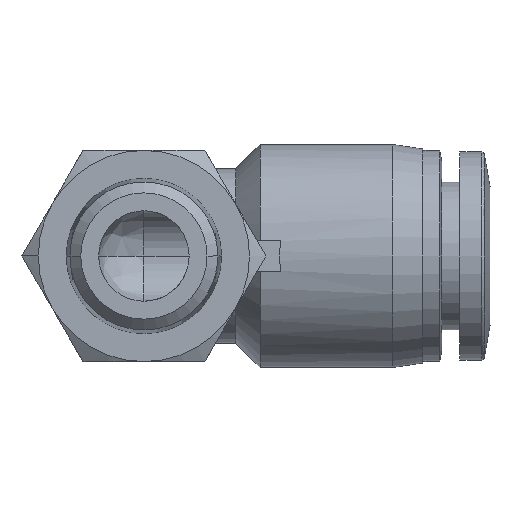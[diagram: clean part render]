
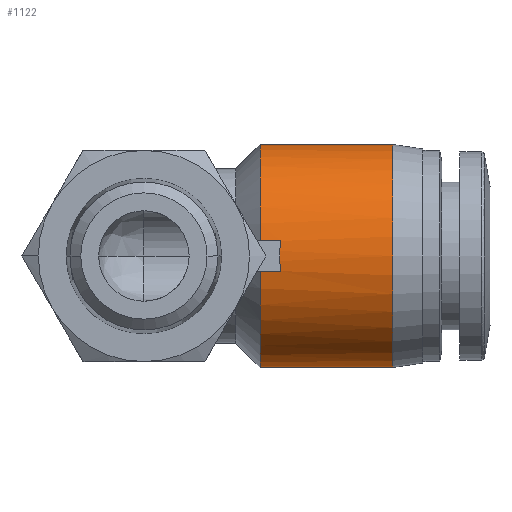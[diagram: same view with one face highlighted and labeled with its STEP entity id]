
A CAD part, front view. The second image highlights one B-rep face of the part: STEP entity #1122.
In plain terms, the highlighted cylindrical face has radius 7.4 mm (diameter 14.8 mm), a partial arc.
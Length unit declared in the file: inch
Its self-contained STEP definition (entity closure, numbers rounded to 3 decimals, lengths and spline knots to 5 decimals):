
#3 = DIRECTION ( 'NONE',  ( -1., 0., 0. ) ) ;
#42 = EDGE_LOOP ( 'NONE', ( #138, #2490, #367, #959, #2134, #820, #1482, #1547 ) ) ;
#52 = DIRECTION ( 'NONE',  ( 1., 0., 0. ) ) ;
#109 = VERTEX_POINT ( 'NONE', #1781 ) ;
#138 = ORIENTED_EDGE ( 'NONE', *, *, #1953, .F. ) ;
#166 = DIRECTION ( 'NONE',  ( -1., 0., 0. ) ) ;
#214 = CARTESIAN_POINT ( 'NONE',  ( 0.30315, 0.59055, 0.29134 ) ) ;
#220 = VERTEX_POINT ( 'NONE', #1081 ) ;
#367 = ORIENTED_EDGE ( 'NONE', *, *, #2054, .F. ) ;
#383 = AXIS2_PLACEMENT_3D ( 'NONE', #1526, #166, #1766 ) ;
#477 = VERTEX_POINT ( 'NONE', #1123 ) ;
#509 = AXIS2_PLACEMENT_3D ( 'NONE', #513, #52, #2263 ) ;
#513 = CARTESIAN_POINT ( 'NONE',  ( 0.47638, 0.59055, 0. ) ) ;
#685 = CARTESIAN_POINT ( 'NONE',  ( 0.30315, 0.59055, 0. ) ) ;
#740 = CARTESIAN_POINT ( 'NONE',  ( 0.47638, 0.59055, 0.29134 ) ) ;
#742 = VECTOR ( 'NONE', #1486, 39.37008 ) ;
#820 = ORIENTED_EDGE ( 'NONE', *, *, #1620, .F. ) ;
#868 = LINE ( 'NONE', #1026, #2685 ) ;
#869 = VERTEX_POINT ( 'NONE', #2480 ) ;
#885 = CARTESIAN_POINT ( 'NONE',  ( 0.357, 0.30188, -0.03937 ) ) ;
#904 = CIRCLE ( 'NONE', #2341, 0.29134 ) ;
#914 = DIRECTION ( 'NONE',  ( 0., 1., 0. ) ) ;
#956 = CARTESIAN_POINT ( 'NONE',  ( 0.357, 0.30188, -0.03937 ) ) ;
#959 = ORIENTED_EDGE ( 'NONE', *, *, #1921, .F. ) ;
#1026 = CARTESIAN_POINT ( 'NONE',  ( 0.30088, 0.30188, 0.03937 ) ) ;
#1081 = CARTESIAN_POINT ( 'NONE',  ( 0.30315, 0.30188, -0.03937 ) ) ;
#1084 = DIRECTION ( 'NONE',  ( -1., 0., 0. ) ) ;
#1122 = ADVANCED_FACE ( 'NONE', ( #2430 ), #1483, .T. ) ;
#1123 = CARTESIAN_POINT ( 'NONE',  ( 0.357, 0.30188, 0.03937 ) ) ;
#1185 = CARTESIAN_POINT ( 'NONE',  ( 0.35343, 0.29832, 0.0132 ) ) ;
#1202 = CARTESIAN_POINT ( 'NONE',  ( 0.30315, 0.30188, 0.03937 ) ) ;
#1321 = CIRCLE ( 'NONE', #1522, 0.29134 ) ;
#1365 = EDGE_CURVE ( 'NONE', #109, #2131, #2065, .T. ) ;
#1433 = VECTOR ( 'NONE', #3, 39.37008 ) ;
#1482 = ORIENTED_EDGE ( 'NONE', *, *, #1365, .T. ) ;
#1483 = CYLINDRICAL_SURFACE ( 'NONE', #509, 0.29134 ) ;
#1486 = DIRECTION ( 'NONE',  ( 1., 0., 0. ) ) ;
#1522 = AXIS2_PLACEMENT_3D ( 'NONE', #2375, #1084, #2552 ) ;
#1526 = CARTESIAN_POINT ( 'NONE',  ( 0.30315, 0.59055, 0. ) ) ;
#1547 = ORIENTED_EDGE ( 'NONE', *, *, #2709, .T. ) ;
#1567 = CARTESIAN_POINT ( 'NONE',  ( 0.30088, 0.30188, -0.03937 ) ) ;
#1615 = VECTOR ( 'NONE', #1652, 39.37008 ) ;
#1620 = EDGE_CURVE ( 'NONE', #109, #220, #1657, .T. ) ;
#1652 = DIRECTION ( 'NONE',  ( 1., 0., 0. ) ) ;
#1657 = CIRCLE ( 'NONE', #383, 0.29134 ) ;
#1720 =( BOUNDED_CURVE ( )  B_SPLINE_CURVE ( 3, ( #956, #2259, #1185, #2643 ),
 .UNSPECIFIED., .F., .F. ) 
 B_SPLINE_CURVE_WITH_KNOTS ( ( 4, 4 ),
 ( 3.00604, 3.27714 ),
 .UNSPECIFIED. ) 
 CURVE ( )  GEOMETRIC_REPRESENTATION_ITEM ( )  RATIONAL_B_SPLINE_CURVE ( ( 1., 0.994, 0.994, 1. ) ) 
 REPRESENTATION_ITEM ( '' )  );
#1764 = VERTEX_POINT ( 'NONE', #885 ) ;
#1766 = DIRECTION ( 'NONE',  ( 0., 1., 0. ) ) ;
#1781 = CARTESIAN_POINT ( 'NONE',  ( 0.30315, 0.59055, -0.29134 ) ) ;
#1786 = EDGE_CURVE ( 'NONE', #1764, #220, #2533, .T. ) ;
#1921 = EDGE_CURVE ( 'NONE', #1764, #477, #1720, .T. ) ;
#1953 = EDGE_CURVE ( 'NONE', #2299, #869, #2178, .T. ) ;
#1977 = VERTEX_POINT ( 'NONE', #1202 ) ;
#2054 = EDGE_CURVE ( 'NONE', #477, #1977, #868, .T. ) ;
#2065 = LINE ( 'NONE', #2712, #742 ) ;
#2131 = VERTEX_POINT ( 'NONE', #2346 ) ;
#2134 = ORIENTED_EDGE ( 'NONE', *, *, #1786, .T. ) ;
#2178 = LINE ( 'NONE', #740, #1615 ) ;
#2226 = DIRECTION ( 'NONE',  ( -1., 0., 0. ) ) ;
#2259 = CARTESIAN_POINT ( 'NONE',  ( 0.35343, 0.29832, -0.0132 ) ) ;
#2263 = DIRECTION ( 'NONE',  ( 0., 0., -1. ) ) ;
#2299 = VERTEX_POINT ( 'NONE', #214 ) ;
#2332 = EDGE_CURVE ( 'NONE', #1977, #2299, #904, .T. ) ;
#2341 = AXIS2_PLACEMENT_3D ( 'NONE', #685, #2226, #914 ) ;
#2346 = CARTESIAN_POINT ( 'NONE',  ( 0.64961, 0.59055, -0.29134 ) ) ;
#2375 = CARTESIAN_POINT ( 'NONE',  ( 0.64961, 0.59055, 0. ) ) ;
#2430 = FACE_OUTER_BOUND ( 'NONE', #42, .T. ) ;
#2480 = CARTESIAN_POINT ( 'NONE',  ( 0.64961, 0.59055, 0.29134 ) ) ;
#2490 = ORIENTED_EDGE ( 'NONE', *, *, #2332, .F. ) ;
#2509 = DIRECTION ( 'NONE',  ( -1., 0., 0. ) ) ;
#2533 = LINE ( 'NONE', #1567, #1433 ) ;
#2552 = DIRECTION ( 'NONE',  ( 0., 0., -1. ) ) ;
#2643 = CARTESIAN_POINT ( 'NONE',  ( 0.357, 0.30188, 0.03937 ) ) ;
#2685 = VECTOR ( 'NONE', #2509, 39.37008 ) ;
#2709 = EDGE_CURVE ( 'NONE', #2131, #869, #1321, .T. ) ;
#2712 = CARTESIAN_POINT ( 'NONE',  ( 0.47638, 0.59055, -0.29134 ) ) ;
